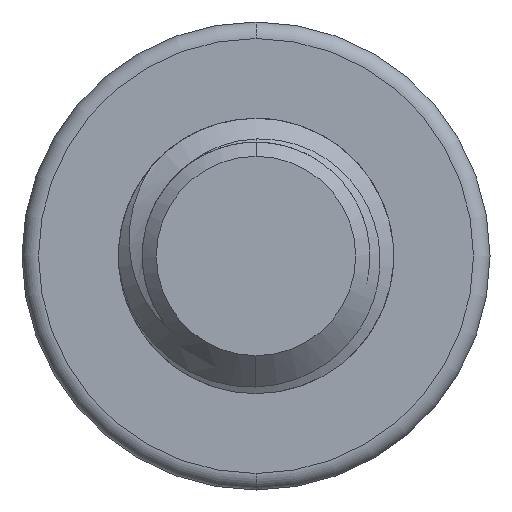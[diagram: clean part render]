
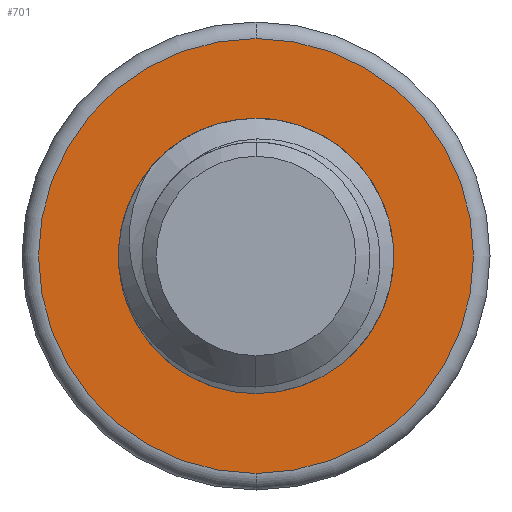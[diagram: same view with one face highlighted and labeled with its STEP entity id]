
A CAD part, front view. The second image highlights one B-rep face of the part: STEP entity #701.
In plain terms, the highlighted planar face has unit normal (0, -1, 0).
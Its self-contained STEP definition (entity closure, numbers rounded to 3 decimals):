
#120 = PLANE ( 'NONE',  #5106 ) ;
#160 = CIRCLE ( 'NONE', #6694, 2.5 ) ;
#507 = ORIENTED_EDGE ( 'NONE', *, *, #1725, .T. ) ;
#543 = CIRCLE ( 'NONE', #1479, 2.5 ) ;
#618 = ORIENTED_EDGE ( 'NONE', *, *, #7038, .T. ) ;
#633 = CARTESIAN_POINT ( 'NONE',  ( 0., 75., 0. ) ) ;
#655 = DIRECTION ( 'NONE',  ( 0., 0., 1. ) ) ;
#701 = ADVANCED_FACE ( 'NONE', ( #6294, #1218 ), #120, .F. ) ;
#846 = CARTESIAN_POINT ( 'NONE',  ( 0., 75., 0. ) ) ;
#958 = CARTESIAN_POINT ( 'NONE',  ( 0., 75., -3.95 ) ) ;
#1113 = CARTESIAN_POINT ( 'NONE',  ( 0., 75., -2.5 ) ) ;
#1218 = FACE_BOUND ( 'NONE', #5937, .T. ) ;
#1220 = CARTESIAN_POINT ( 'NONE',  ( 0., 75., 3.95 ) ) ;
#1479 = AXIS2_PLACEMENT_3D ( 'NONE', #1540, #4839, #1507 ) ;
#1507 = DIRECTION ( 'NONE',  ( 0., 0., 1. ) ) ;
#1540 = CARTESIAN_POINT ( 'NONE',  ( 0., 75., 0. ) ) ;
#1725 = EDGE_CURVE ( 'NONE', #4537, #5405, #543, .T. ) ;
#2431 = DIRECTION ( 'NONE',  ( 0., -1., 0. ) ) ;
#2498 = CIRCLE ( 'NONE', #5182, 3.95 ) ;
#2816 = CARTESIAN_POINT ( 'NONE',  ( 0., 75., 2.5 ) ) ;
#2859 = DIRECTION ( 'NONE',  ( 0., 0., 1. ) ) ;
#2917 = DIRECTION ( 'NONE',  ( 0., -1., 0. ) ) ;
#3082 = AXIS2_PLACEMENT_3D ( 'NONE', #4622, #2431, #6848 ) ;
#3112 = DIRECTION ( 'NONE',  ( 0., 0., 1. ) ) ;
#3149 = DIRECTION ( 'NONE',  ( 0., 1., 0. ) ) ;
#4127 = VERTEX_POINT ( 'NONE', #1220 ) ;
#4482 = CIRCLE ( 'NONE', #3082, 3.95 ) ;
#4537 = VERTEX_POINT ( 'NONE', #1113 ) ;
#4614 = DIRECTION ( 'NONE',  ( 0., 1., 0. ) ) ;
#4622 = CARTESIAN_POINT ( 'NONE',  ( 0., 75., 0. ) ) ;
#4839 = DIRECTION ( 'NONE',  ( 0., 1., 0. ) ) ;
#5106 = AXIS2_PLACEMENT_3D ( 'NONE', #633, #4614, #2859 ) ;
#5182 = AXIS2_PLACEMENT_3D ( 'NONE', #6899, #2917, #655 ) ;
#5405 = VERTEX_POINT ( 'NONE', #2816 ) ;
#5682 = ORIENTED_EDGE ( 'NONE', *, *, #6992, .T. ) ;
#5937 = EDGE_LOOP ( 'NONE', ( #507, #7156 ) ) ;
#6056 = EDGE_LOOP ( 'NONE', ( #5682, #618 ) ) ;
#6294 = FACE_OUTER_BOUND ( 'NONE', #6056, .T. ) ;
#6642 = VERTEX_POINT ( 'NONE', #958 ) ;
#6693 = EDGE_CURVE ( 'NONE', #5405, #4537, #160, .T. ) ;
#6694 = AXIS2_PLACEMENT_3D ( 'NONE', #846, #3149, #3112 ) ;
#6848 = DIRECTION ( 'NONE',  ( 0., 0., 1. ) ) ;
#6899 = CARTESIAN_POINT ( 'NONE',  ( 0., 75., 0. ) ) ;
#6992 = EDGE_CURVE ( 'NONE', #4127, #6642, #2498, .T. ) ;
#7038 = EDGE_CURVE ( 'NONE', #6642, #4127, #4482, .T. ) ;
#7156 = ORIENTED_EDGE ( 'NONE', *, *, #6693, .T. ) ;
